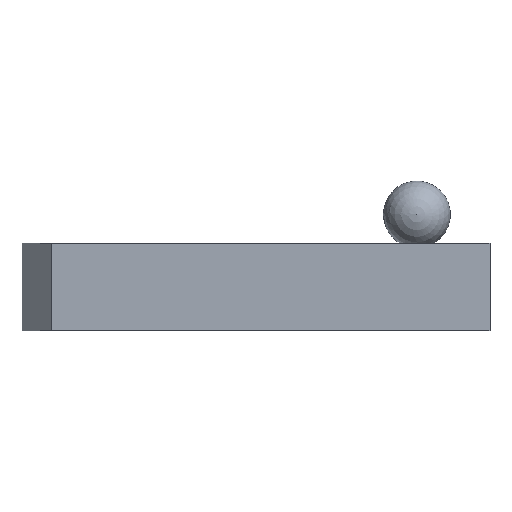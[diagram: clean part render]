
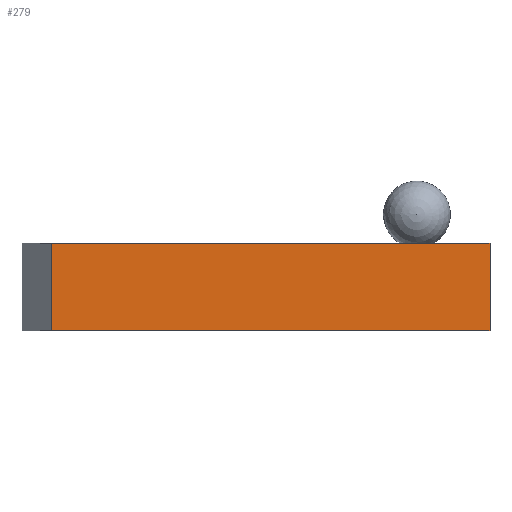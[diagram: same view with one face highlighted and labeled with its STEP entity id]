
A CAD part, front view. The second image highlights one B-rep face of the part: STEP entity #279.
In plain terms, the highlighted planar face has unit normal (0, -1, 0).
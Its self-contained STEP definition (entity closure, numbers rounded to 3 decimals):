
#51=FACE_OUTER_BOUND('',#70,.T.);
#70=EDGE_LOOP('',(#206,#207,#208,#209));
#93=LINE('',#456,#116);
#96=LINE('',#462,#119);
#101=LINE('',#472,#124);
#102=LINE('',#473,#125);
#116=VECTOR('',#363,10.);
#119=VECTOR('',#368,10.);
#124=VECTOR('',#375,10.);
#125=VECTOR('',#376,10.);
#138=VERTEX_POINT('',#452);
#140=VERTEX_POINT('',#455);
#142=VERTEX_POINT('',#461);
#146=VERTEX_POINT('',#471);
#163=EDGE_CURVE('',#140,#138,#93,.T.);
#166=EDGE_CURVE('',#140,#142,#96,.T.);
#171=EDGE_CURVE('',#146,#138,#101,.T.);
#172=EDGE_CURVE('',#142,#146,#102,.T.);
#206=ORIENTED_EDGE('',*,*,#163,.T.);
#207=ORIENTED_EDGE('',*,*,#171,.F.);
#208=ORIENTED_EDGE('',*,*,#172,.F.);
#209=ORIENTED_EDGE('',*,*,#166,.F.);
#266=PLANE('',#325);
#279=ADVANCED_FACE('',(#51),#266,.T.);
#325=AXIS2_PLACEMENT_3D('',#470,#373,#374);
#363=DIRECTION('',(0.,0.,1.));
#368=DIRECTION('',(-1.,0.,0.));
#373=DIRECTION('center_axis',(0.,-1.,0.));
#374=DIRECTION('ref_axis',(1.,0.,0.));
#375=DIRECTION('',(1.,0.,0.));
#376=DIRECTION('',(0.,0.,1.));
#452=CARTESIAN_POINT('',(10.,-15.,30.));
#455=CARTESIAN_POINT('',(10.,-15.,0.));
#456=CARTESIAN_POINT('',(10.,-15.,0.));
#461=CARTESIAN_POINT('',(-140.,-15.,0.));
#462=CARTESIAN_POINT('',(150.,-15.,0.));
#470=CARTESIAN_POINT('Origin',(-150.,-15.,0.));
#471=CARTESIAN_POINT('',(-140.,-15.,30.));
#472=CARTESIAN_POINT('',(150.,-15.,30.));
#473=CARTESIAN_POINT('',(-140.,-15.,0.));
